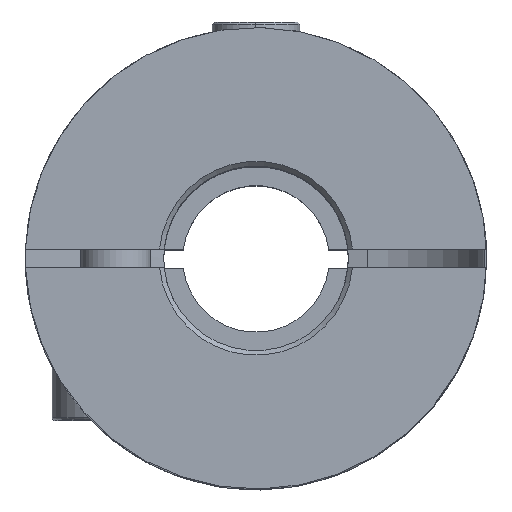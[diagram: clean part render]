
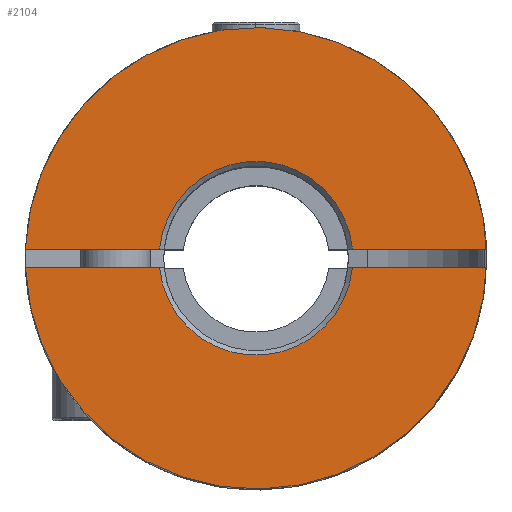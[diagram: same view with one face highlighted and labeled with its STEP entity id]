
A CAD part, top view. The second image highlights one B-rep face of the part: STEP entity #2104.
In plain terms, the highlighted planar face has unit normal (0, 0, 1).
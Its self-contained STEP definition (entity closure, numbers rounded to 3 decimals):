
#238 = DIRECTION ( 'NONE',  ( -1., 0., 0. ) ) ;
#413 = CARTESIAN_POINT ( 'NONE',  ( -0.796, -0.4, 25. ) ) ;
#538 = VECTOR ( 'NONE', #5547, 1000. ) ;
#601 = DIRECTION ( 'NONE',  ( 1., 0., 0. ) ) ;
#682 = DIRECTION ( 'NONE',  ( 1., 0., 0. ) ) ;
#702 = LINE ( 'NONE', #2529, #4247 ) ;
#710 = ORIENTED_EDGE ( 'NONE', *, *, #3375, .F. ) ;
#754 = EDGE_CURVE ( 'NONE', #3897, #5122, #798, .T. ) ;
#798 = LINE ( 'NONE', #413, #538 ) ;
#808 = VERTEX_POINT ( 'NONE', #3143 ) ;
#891 = ORIENTED_EDGE ( 'NONE', *, *, #3807, .T. ) ;
#985 = CARTESIAN_POINT ( 'NONE',  ( -0.796, 0.4, 25. ) ) ;
#1039 = ORIENTED_EDGE ( 'NONE', *, *, #4034, .T. ) ;
#1145 = EDGE_CURVE ( 'NONE', #5407, #3305, #2324, .T. ) ;
#1150 = CARTESIAN_POINT ( 'NONE',  ( 4.181, -0.4, 25. ) ) ;
#1364 = CARTESIAN_POINT ( 'NONE',  ( 4.181, 0.4, 25. ) ) ;
#1391 = DIRECTION ( 'NONE',  ( 1., 0., 0. ) ) ;
#1497 = LINE ( 'NONE', #985, #2817 ) ;
#1593 = CARTESIAN_POINT ( 'NONE',  ( -0.796, 0.4, 25. ) ) ;
#1675 = CARTESIAN_POINT ( 'NONE',  ( 9.9, 0., 25. ) ) ;
#2104 = ADVANCED_FACE ( 'NONE', ( #5325 ), #3758, .T. ) ;
#2184 = ORIENTED_EDGE ( 'NONE', *, *, #3097, .T. ) ;
#2192 = EDGE_CURVE ( 'NONE', #808, #5714, #3739, .T. ) ;
#2197 = CARTESIAN_POINT ( 'NONE',  ( 0., 0., 25. ) ) ;
#2243 = CIRCLE ( 'NONE', #3712, 10. ) ;
#2324 = CIRCLE ( 'NONE', #5652, 4.2 ) ;
#2446 = ORIENTED_EDGE ( 'NONE', *, *, #754, .T. ) ;
#2506 = VERTEX_POINT ( 'NONE', #5606 ) ;
#2508 = AXIS2_PLACEMENT_3D ( 'NONE', #4972, #5955, #5409 ) ;
#2529 = CARTESIAN_POINT ( 'NONE',  ( -0.796, -0.4, 25. ) ) ;
#2555 = CARTESIAN_POINT ( 'NONE',  ( -4.181, 0.4, 25. ) ) ;
#2558 = DIRECTION ( 'NONE',  ( -1., 0., 0. ) ) ;
#2817 = VECTOR ( 'NONE', #2864, 1000. ) ;
#2864 = DIRECTION ( 'NONE',  ( 1., 0., 0. ) ) ;
#2974 = CARTESIAN_POINT ( 'NONE',  ( 0., 0., 25. ) ) ;
#3003 = VECTOR ( 'NONE', #5534, 1000. ) ;
#3097 = EDGE_CURVE ( 'NONE', #4814, #5714, #702, .T. ) ;
#3123 = AXIS2_PLACEMENT_3D ( 'NONE', #2197, #4076, #4110 ) ;
#3143 = CARTESIAN_POINT ( 'NONE',  ( 10., 0., 25. ) ) ;
#3261 = CARTESIAN_POINT ( 'NONE',  ( 9.9, 0.4, 25. ) ) ;
#3305 = VERTEX_POINT ( 'NONE', #1364 ) ;
#3375 = EDGE_CURVE ( 'NONE', #2506, #808, #2243, .T. ) ;
#3571 = LINE ( 'NONE', #1675, #3003 ) ;
#3712 = AXIS2_PLACEMENT_3D ( 'NONE', #2974, #6012, #238 ) ;
#3739 = CIRCLE ( 'NONE', #3123, 10. ) ;
#3758 = PLANE ( 'NONE',  #5345 ) ;
#3802 = ORIENTED_EDGE ( 'NONE', *, *, #1145, .T. ) ;
#3807 = EDGE_CURVE ( 'NONE', #3305, #4359, #5803, .T. ) ;
#3857 = EDGE_LOOP ( 'NONE', ( #2184, #5656, #710, #1039, #3802, #891, #4489, #2446, #3885 ) ) ;
#3885 = ORIENTED_EDGE ( 'NONE', *, *, #4701, .T. ) ;
#3897 = VERTEX_POINT ( 'NONE', #6022 ) ;
#4034 = EDGE_CURVE ( 'NONE', #2506, #5407, #1497, .T. ) ;
#4076 = DIRECTION ( 'NONE',  ( 0., 0., -1. ) ) ;
#4110 = DIRECTION ( 'NONE',  ( -1., 0., 0. ) ) ;
#4144 = CARTESIAN_POINT ( 'NONE',  ( 0., 0., 25. ) ) ;
#4247 = VECTOR ( 'NONE', #2558, 1000. ) ;
#4249 = EDGE_CURVE ( 'NONE', #4359, #3897, #3571, .T. ) ;
#4338 = CARTESIAN_POINT ( 'NONE',  ( -9.992, -0.4, 25. ) ) ;
#4359 = VERTEX_POINT ( 'NONE', #3261 ) ;
#4417 = CIRCLE ( 'NONE', #2508, 4.2 ) ;
#4489 = ORIENTED_EDGE ( 'NONE', *, *, #4249, .T. ) ;
#4545 = DIRECTION ( 'NONE',  ( 0., 0., -1. ) ) ;
#4701 = EDGE_CURVE ( 'NONE', #5122, #4814, #4417, .T. ) ;
#4814 = VERTEX_POINT ( 'NONE', #5921 ) ;
#4824 = VECTOR ( 'NONE', #601, 1000. ) ;
#4860 = CARTESIAN_POINT ( 'NONE',  ( 0., 0., 25. ) ) ;
#4972 = CARTESIAN_POINT ( 'NONE',  ( 0., 0., 25. ) ) ;
#5122 = VERTEX_POINT ( 'NONE', #1150 ) ;
#5325 = FACE_OUTER_BOUND ( 'NONE', #3857, .T. ) ;
#5345 = AXIS2_PLACEMENT_3D ( 'NONE', #4860, #5684, #1391 ) ;
#5407 = VERTEX_POINT ( 'NONE', #2555 ) ;
#5409 = DIRECTION ( 'NONE',  ( 1., 0., 0. ) ) ;
#5534 = DIRECTION ( 'NONE',  ( 0., -1., 0. ) ) ;
#5547 = DIRECTION ( 'NONE',  ( -1., 0., 0. ) ) ;
#5606 = CARTESIAN_POINT ( 'NONE',  ( -9.992, 0.4, 25. ) ) ;
#5652 = AXIS2_PLACEMENT_3D ( 'NONE', #4144, #4545, #682 ) ;
#5656 = ORIENTED_EDGE ( 'NONE', *, *, #2192, .F. ) ;
#5684 = DIRECTION ( 'NONE',  ( 0., 0., 1. ) ) ;
#5714 = VERTEX_POINT ( 'NONE', #4338 ) ;
#5803 = LINE ( 'NONE', #1593, #4824 ) ;
#5921 = CARTESIAN_POINT ( 'NONE',  ( -4.181, -0.4, 25. ) ) ;
#5955 = DIRECTION ( 'NONE',  ( 0., 0., -1. ) ) ;
#6012 = DIRECTION ( 'NONE',  ( 0., 0., -1. ) ) ;
#6022 = CARTESIAN_POINT ( 'NONE',  ( 9.9, -0.4, 25. ) ) ;
